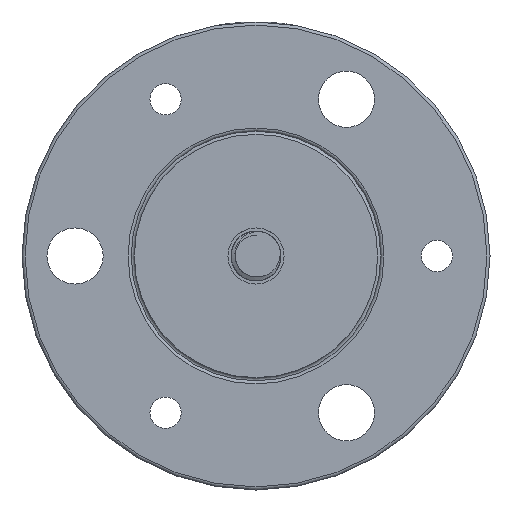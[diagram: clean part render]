
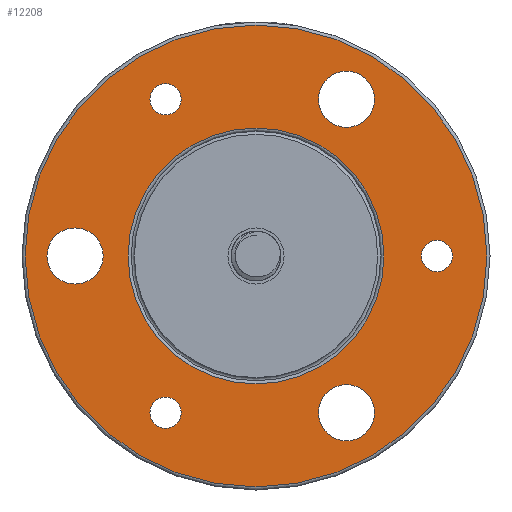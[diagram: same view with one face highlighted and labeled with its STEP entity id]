
A CAD part, left-side view. The second image highlights one B-rep face of the part: STEP entity #12208.
In plain terms, the highlighted planar face has unit normal (-1, 0, 0).
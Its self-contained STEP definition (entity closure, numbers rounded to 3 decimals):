
#9 = DIRECTION ( 'NONE',  ( 0., 0., -1. ) ) ;
#252 = EDGE_CURVE ( 'NONE', #2706, #2706, #10293, .T. ) ;
#336 = DIRECTION ( 'NONE',  ( 1., 0., 0. ) ) ;
#395 = DIRECTION ( 'NONE',  ( 1., 0., 0. ) ) ;
#503 = CARTESIAN_POINT ( 'NONE',  ( 0., -29., 0. ) ) ;
#540 = ORIENTED_EDGE ( 'NONE', *, *, #5681, .T. ) ;
#588 = ORIENTED_EDGE ( 'NONE', *, *, #2003, .T. ) ;
#935 = CARTESIAN_POINT ( 'NONE',  ( 0., 0., -20. ) ) ;
#1004 = DIRECTION ( 'NONE',  ( 0., 0., -1. ) ) ;
#1017 = DIRECTION ( 'NONE',  ( -1., 0., 0. ) ) ;
#1239 = VERTEX_POINT ( 'NONE', #12677 ) ;
#1254 = FACE_BOUND ( 'NONE', #12344, .T. ) ;
#1290 = AXIS2_PLACEMENT_3D ( 'NONE', #5581, #12823, #9 ) ;
#1745 = CIRCLE ( 'NONE', #10507, 37. ) ;
#1871 = FACE_OUTER_BOUND ( 'NONE', #2500, .T. ) ;
#1947 = FACE_BOUND ( 'NONE', #13303, .T. ) ;
#2003 = EDGE_CURVE ( 'NONE', #2769, #2769, #1745, .T. ) ;
#2244 = DIRECTION ( 'NONE',  ( 0., 0., -1. ) ) ;
#2376 = EDGE_LOOP ( 'NONE', ( #8914 ) ) ;
#2474 = CARTESIAN_POINT ( 'NONE',  ( 0., 0., 0. ) ) ;
#2500 = EDGE_LOOP ( 'NONE', ( #588 ) ) ;
#2668 = DIRECTION ( 'NONE',  ( 0., 0., -1. ) ) ;
#2685 = CIRCLE ( 'NONE', #3145, 4.5 ) ;
#2706 = VERTEX_POINT ( 'NONE', #13518 ) ;
#2707 = ORIENTED_EDGE ( 'NONE', *, *, #4910, .T. ) ;
#2769 = VERTEX_POINT ( 'NONE', #5041 ) ;
#2786 = ORIENTED_EDGE ( 'NONE', *, *, #7020, .T. ) ;
#3145 = AXIS2_PLACEMENT_3D ( 'NONE', #10051, #395, #2668 ) ;
#3353 = EDGE_LOOP ( 'NONE', ( #540 ) ) ;
#3528 = DIRECTION ( 'NONE',  ( 0., 0., -1. ) ) ;
#3983 = PLANE ( 'NONE',  #6094 ) ;
#4109 = VERTEX_POINT ( 'NONE', #12609 ) ;
#4247 = AXIS2_PLACEMENT_3D ( 'NONE', #5440, #12026, #12872 ) ;
#4524 = EDGE_LOOP ( 'NONE', ( #2707 ) ) ;
#4766 = DIRECTION ( 'NONE',  ( 1., 0., 0. ) ) ;
#4910 = EDGE_CURVE ( 'NONE', #12466, #12466, #8988, .T. ) ;
#5041 = CARTESIAN_POINT ( 'NONE',  ( 0., 0., -37. ) ) ;
#5140 = DIRECTION ( 'NONE',  ( 1., 0., 0. ) ) ;
#5440 = CARTESIAN_POINT ( 'NONE',  ( 0., 14.5, 25.115 ) ) ;
#5581 = CARTESIAN_POINT ( 'NONE',  ( 0., -14.5, 25.115 ) ) ;
#5681 = EDGE_CURVE ( 'NONE', #1239, #1239, #2685, .T. ) ;
#6094 = AXIS2_PLACEMENT_3D ( 'NONE', #935, #13744, #1004 ) ;
#6111 = EDGE_LOOP ( 'NONE', ( #11759 ) ) ;
#6241 = FACE_BOUND ( 'NONE', #4524, .T. ) ;
#6300 = VERTEX_POINT ( 'NONE', #13731 ) ;
#6595 = ORIENTED_EDGE ( 'NONE', *, *, #252, .T. ) ;
#6606 = CARTESIAN_POINT ( 'NONE',  ( 0., -14.5, -25.115 ) ) ;
#6627 = CARTESIAN_POINT ( 'NONE',  ( 0., -14.5, -29.615 ) ) ;
#6643 = FACE_BOUND ( 'NONE', #2376, .T. ) ;
#7020 = EDGE_CURVE ( 'NONE', #6300, #6300, #11124, .T. ) ;
#7175 = CARTESIAN_POINT ( 'NONE',  ( 0., -14.5, 20.615 ) ) ;
#7819 = DIRECTION ( 'NONE',  ( 0., 0., -1. ) ) ;
#7918 = EDGE_CURVE ( 'NONE', #4109, #4109, #10896, .T. ) ;
#8571 = AXIS2_PLACEMENT_3D ( 'NONE', #11520, #5140, #13756 ) ;
#8591 = VERTEX_POINT ( 'NONE', #6627 ) ;
#8914 = ORIENTED_EDGE ( 'NONE', *, *, #10607, .T. ) ;
#8988 = CIRCLE ( 'NONE', #1290, 4.5 ) ;
#9068 = DIRECTION ( 'NONE',  ( 0., 0., -1. ) ) ;
#9344 = AXIS2_PLACEMENT_3D ( 'NONE', #503, #4766, #9068 ) ;
#9779 = ORIENTED_EDGE ( 'NONE', *, *, #11875, .T. ) ;
#10051 = CARTESIAN_POINT ( 'NONE',  ( 0., 29., 0. ) ) ;
#10293 = CIRCLE ( 'NONE', #4247, 2.5 ) ;
#10473 = AXIS2_PLACEMENT_3D ( 'NONE', #2474, #336, #3528 ) ;
#10507 = AXIS2_PLACEMENT_3D ( 'NONE', #10675, #1017, #7819 ) ;
#10607 = EDGE_CURVE ( 'NONE', #10888, #10888, #13001, .T. ) ;
#10661 = FACE_BOUND ( 'NONE', #6111, .T. ) ;
#10675 = CARTESIAN_POINT ( 'NONE',  ( 0., 0., 0. ) ) ;
#10888 = VERTEX_POINT ( 'NONE', #11708 ) ;
#10896 = CIRCLE ( 'NONE', #10473, 20.5 ) ;
#10982 = EDGE_LOOP ( 'NONE', ( #6595 ) ) ;
#11124 = CIRCLE ( 'NONE', #9344, 2.5 ) ;
#11520 = CARTESIAN_POINT ( 'NONE',  ( 0., 14.5, -25.115 ) ) ;
#11696 = CIRCLE ( 'NONE', #12350, 4.5 ) ;
#11708 = CARTESIAN_POINT ( 'NONE',  ( 0., 14.5, -27.615 ) ) ;
#11759 = ORIENTED_EDGE ( 'NONE', *, *, #7918, .T. ) ;
#11875 = EDGE_CURVE ( 'NONE', #8591, #8591, #11696, .T. ) ;
#12026 = DIRECTION ( 'NONE',  ( 1., 0., 0. ) ) ;
#12138 = DIRECTION ( 'NONE',  ( 1., 0., 0. ) ) ;
#12208 = ADVANCED_FACE ( 'NONE', ( #10661, #1871, #6643, #12839, #1947, #6241, #1254, #13601 ), #3983, .F. ) ;
#12344 = EDGE_LOOP ( 'NONE', ( #9779 ) ) ;
#12350 = AXIS2_PLACEMENT_3D ( 'NONE', #6606, #12138, #2244 ) ;
#12466 = VERTEX_POINT ( 'NONE', #7175 ) ;
#12609 = CARTESIAN_POINT ( 'NONE',  ( 0., 0., -20.5 ) ) ;
#12677 = CARTESIAN_POINT ( 'NONE',  ( 0., 29., -4.5 ) ) ;
#12823 = DIRECTION ( 'NONE',  ( 1., 0., 0. ) ) ;
#12839 = FACE_BOUND ( 'NONE', #10982, .T. ) ;
#12872 = DIRECTION ( 'NONE',  ( 0., 0., -1. ) ) ;
#13001 = CIRCLE ( 'NONE', #8571, 2.5 ) ;
#13303 = EDGE_LOOP ( 'NONE', ( #2786 ) ) ;
#13518 = CARTESIAN_POINT ( 'NONE',  ( 0., 14.5, 22.615 ) ) ;
#13601 = FACE_BOUND ( 'NONE', #3353, .T. ) ;
#13731 = CARTESIAN_POINT ( 'NONE',  ( 0., -29., -2.5 ) ) ;
#13744 = DIRECTION ( 'NONE',  ( 1., 0., 0. ) ) ;
#13756 = DIRECTION ( 'NONE',  ( 0., 0., -1. ) ) ;
